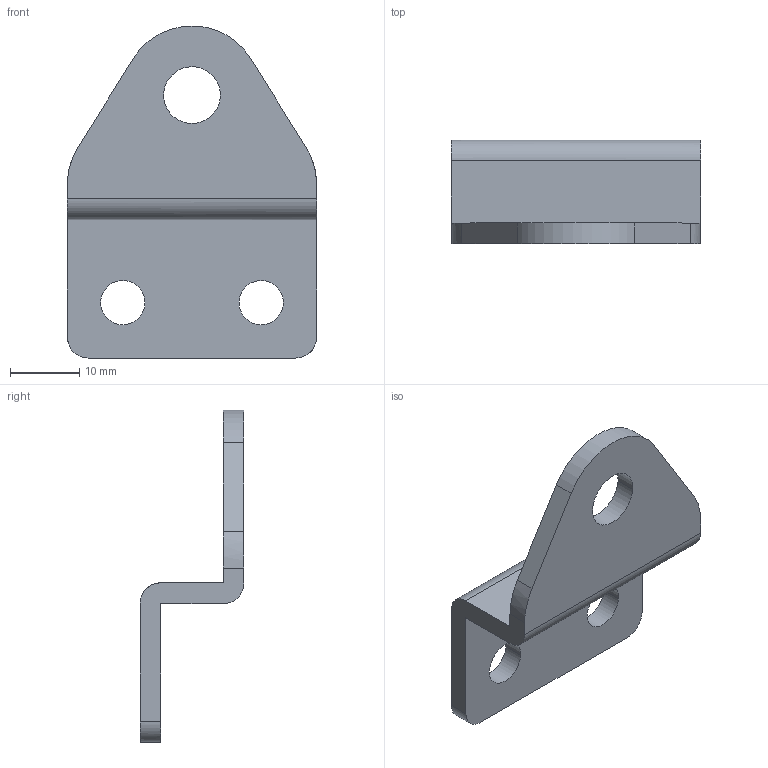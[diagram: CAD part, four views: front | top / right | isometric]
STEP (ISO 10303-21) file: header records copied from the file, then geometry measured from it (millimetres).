
FILE_DESCRIPTION((''),'2;1');
FILE_NAME('','2005-04-20T11:14:29',(''),(''),'','CADfix','');
FILE_SCHEMA(('AUTOMOTIVE_DESIGN'));
Length unit declared in the file: millimetre
Products named in the file (1): bracket
Bounding box: 36 x 15 x 47.99 mm (x, y, z)
Volume: 5197 mm3; surface area: 4163.9 mm2
Topology: 1 solids, 1 shells, 24 faces, 78 edges, 56 vertices
Faces by surface type: bspline 24
Entity records: 872 total; most frequent: CARTESIAN_POINT 425, ORIENTED_EDGE 156, EDGE_CURVE 78, VERTEX_POINT 56, QUASI_UNIFORM_CURVE 40, EDGE_LOOP 30, FACE_OUTER_BOUND 24, ADVANCED_FACE 24
